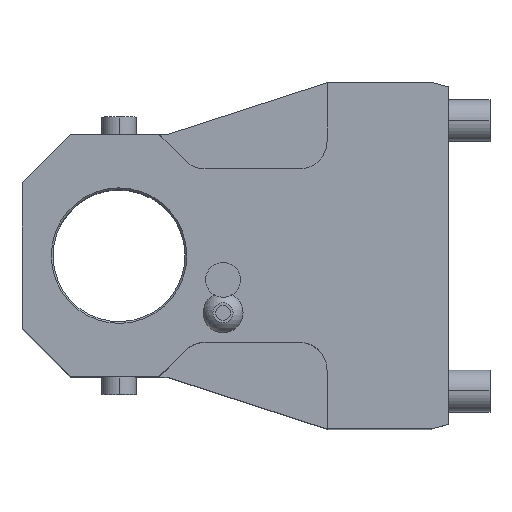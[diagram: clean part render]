
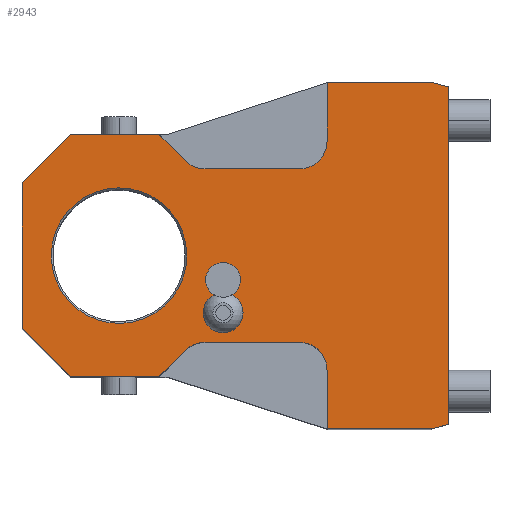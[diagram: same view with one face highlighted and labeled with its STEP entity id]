
A CAD part, top view. The second image highlights one B-rep face of the part: STEP entity #2943.
In plain terms, the highlighted planar face has unit normal (0, 0, 1).
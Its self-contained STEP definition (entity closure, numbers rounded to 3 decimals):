
#21=DIRECTION('',(-1.,0.,0.));
#22=VECTOR('',#21,30.);
#23=CARTESIAN_POINT('',(0.,50.,71.));
#24=LINE('',#23,#22);
#131=DIRECTION('',(1.,0.,0.));
#132=VECTOR('',#131,30.);
#133=CARTESIAN_POINT('',(-30.,-50.,71.));
#134=LINE('',#133,#132);
#163=CARTESIAN_POINT('',(-38.,-33.,71.));
#164=DIRECTION('',(0.,0.,-1.));
#165=DIRECTION('',(0.,1.,0.));
#166=AXIS2_PLACEMENT_3D('',#163,#164,#165);
#436=CARTESIAN_POINT('',(-38.,33.,71.));
#437=DIRECTION('',(0.,0.,-1.));
#438=DIRECTION('',(1.,0.,0.));
#439=AXIS2_PLACEMENT_3D('',#436,#437,#438);
#473=DIRECTION('',(-1.,0.,0.));
#474=VECTOR('',#473,27.203);
#475=CARTESIAN_POINT('',(-38.,25.,71.));
#476=LINE('',#475,#474);
#477=DIRECTION('',(0.,1.,0.));
#478=VECTOR('',#477,17.);
#479=CARTESIAN_POINT('',(-30.,33.,71.));
#480=LINE('',#479,#478);
#481=DIRECTION('',(0.966,-0.259,0.));
#482=VECTOR('',#481,5.176);
#483=CARTESIAN_POINT('',(0.,50.,71.));
#484=LINE('',#483,#482);
#485=DIRECTION('',(0.,1.,0.));
#486=VECTOR('',#485,97.321);
#487=CARTESIAN_POINT('',(5.,-48.66,71.));
#488=LINE('',#487,#486);
#489=DIRECTION('',(-0.966,-0.259,0.));
#490=VECTOR('',#489,5.176);
#491=CARTESIAN_POINT('',(5.,-48.66,71.));
#492=LINE('',#491,#490);
#493=DIRECTION('',(0.,1.,0.));
#494=VECTOR('',#493,17.);
#495=CARTESIAN_POINT('',(-30.,-50.,71.));
#496=LINE('',#495,#494);
#497=DIRECTION('',(-1.,0.,0.));
#498=VECTOR('',#497,27.203);
#499=CARTESIAN_POINT('',(-38.,-25.,71.));
#500=LINE('',#499,#498);
#501=CARTESIAN_POINT('',(-65.203,-33.,71.));
#502=DIRECTION('',(0.,0.,1.));
#503=DIRECTION('',(0.,1.,0.));
#504=AXIS2_PLACEMENT_3D('',#501,#502,#503);
#506=DIRECTION('',(-0.707,-0.707,0.));
#507=VECTOR('',#506,10.828);
#508=CARTESIAN_POINT('',(-70.86,-27.343,71.));
#509=LINE('',#508,#507);
#510=DIRECTION('',(1.,0.,0.));
#511=VECTOR('',#510,25.483);
#512=CARTESIAN_POINT('',(-104.,-35.,71.));
#513=LINE('',#512,#511);
#514=DIRECTION('',(0.707,-0.707,0.));
#515=VECTOR('',#514,19.799);
#516=CARTESIAN_POINT('',(-118.,-21.,71.));
#517=LINE('',#516,#515);
#518=DIRECTION('',(0.,-1.,0.));
#519=VECTOR('',#518,42.);
#520=CARTESIAN_POINT('',(-118.,21.,71.));
#521=LINE('',#520,#519);
#522=DIRECTION('',(-0.707,-0.707,0.));
#523=VECTOR('',#522,19.799);
#524=CARTESIAN_POINT('',(-104.,35.,71.));
#525=LINE('',#524,#523);
#526=DIRECTION('',(-1.,0.,0.));
#527=VECTOR('',#526,25.483);
#528=CARTESIAN_POINT('',(-78.517,35.,71.));
#529=LINE('',#528,#527);
#530=DIRECTION('',(0.707,-0.707,0.));
#531=VECTOR('',#530,10.828);
#532=CARTESIAN_POINT('',(-78.517,35.,71.));
#533=LINE('',#532,#531);
#534=CARTESIAN_POINT('',(-65.203,33.,71.));
#535=DIRECTION('',(0.,0.,1.));
#536=DIRECTION('',(-0.707,-0.707,0.));
#537=AXIS2_PLACEMENT_3D('',#534,#535,#536);
#539=CARTESIAN_POINT('',(-90.,0.,71.));
#540=DIRECTION('',(0.,0.,-1.));
#541=DIRECTION('',(-1.,0.,0.));
#542=AXIS2_PLACEMENT_3D('',#539,#540,#541);
#544=CARTESIAN_POINT('',(-90.,0.,71.));
#545=DIRECTION('',(0.,0.,-1.));
#546=DIRECTION('',(-0.999,-0.052,0.));
#547=AXIS2_PLACEMENT_3D('',#544,#545,#546);
#549=CARTESIAN_POINT('',(-60.,-16.5,71.));
#550=DIRECTION('',(0.,0.,1.));
#551=DIRECTION('',(0.,1.,0.));
#552=AXIS2_PLACEMENT_3D('',#549,#550,#551);
#554=CARTESIAN_POINT('',(-60.,-16.5,71.));
#555=DIRECTION('',(0.,0.,1.));
#556=DIRECTION('',(0.,-1.,0.));
#557=AXIS2_PLACEMENT_3D('',#554,#555,#556);
#559=CARTESIAN_POINT('',(-60.,-7.,71.));
#560=DIRECTION('',(0.,0.,-1.));
#561=DIRECTION('',(0.,1.,0.));
#562=AXIS2_PLACEMENT_3D('',#559,#560,#561);
#564=CARTESIAN_POINT('',(-60.,-7.,71.));
#565=DIRECTION('',(0.,0.,-1.));
#566=DIRECTION('',(0.,-1.,0.));
#567=AXIS2_PLACEMENT_3D('',#564,#565,#566);
#1914=CARTESIAN_POINT('',(-104.,35.,71.));
#1915=CARTESIAN_POINT('',(-118.,21.,71.));
#1916=VERTEX_POINT('',#1914);
#1917=VERTEX_POINT('',#1915);
#1918=CARTESIAN_POINT('',(-118.,-21.,71.));
#1919=VERTEX_POINT('',#1918);
#1920=CARTESIAN_POINT('',(-104.,-35.,71.));
#1921=VERTEX_POINT('',#1920);
#1946=CARTESIAN_POINT('',(0.,50.,71.));
#1947=CARTESIAN_POINT('',(5.,48.66,71.));
#1948=VERTEX_POINT('',#1946);
#1949=VERTEX_POINT('',#1947);
#1950=CARTESIAN_POINT('',(5.,-48.66,71.));
#1951=CARTESIAN_POINT('',(0.,-50.,71.));
#1952=VERTEX_POINT('',#1950);
#1953=VERTEX_POINT('',#1951);
#1984=CARTESIAN_POINT('',(-109.55,0.,71.));
#1985=CARTESIAN_POINT('',(-109.523,-1.026,71.));
#1986=VERTEX_POINT('',#1984);
#1987=VERTEX_POINT('',#1985);
#1996=CARTESIAN_POINT('',(-78.517,35.,71.));
#1997=CARTESIAN_POINT('',(-70.86,27.343,71.));
#1998=VERTEX_POINT('',#1996);
#1999=VERTEX_POINT('',#1997);
#2006=CARTESIAN_POINT('',(-70.86,-27.343,71.));
#2007=CARTESIAN_POINT('',(-78.517,-35.,71.));
#2008=VERTEX_POINT('',#2006);
#2009=VERTEX_POINT('',#2007);
#2018=CARTESIAN_POINT('',(-65.203,-25.,71.));
#2019=VERTEX_POINT('',#2018);
#2022=CARTESIAN_POINT('',(-65.203,25.,71.));
#2023=VERTEX_POINT('',#2022);
#2026=CARTESIAN_POINT('',(-30.,50.,71.));
#2028=VERTEX_POINT('',#2026);
#2030=CARTESIAN_POINT('',(-30.,-50.,71.));
#2032=VERTEX_POINT('',#2030);
#2048=CARTESIAN_POINT('',(-30.,33.,71.));
#2049=VERTEX_POINT('',#2048);
#2050=CARTESIAN_POINT('',(-30.,-33.,71.));
#2051=VERTEX_POINT('',#2050);
#2052=CARTESIAN_POINT('',(-38.,25.,71.));
#2053=VERTEX_POINT('',#2052);
#2054=CARTESIAN_POINT('',(-38.,-25.,71.));
#2055=VERTEX_POINT('',#2054);
#2162=CARTESIAN_POINT('',(-60.,-10.746,71.));
#2163=CARTESIAN_POINT('',(-60.,-22.254,71.));
#2164=VERTEX_POINT('',#2162);
#2165=VERTEX_POINT('',#2163);
#2190=CARTESIAN_POINT('',(-60.,-4.5,71.));
#2191=CARTESIAN_POINT('',(-60.,-9.5,71.));
#2192=VERTEX_POINT('',#2190);
#2193=VERTEX_POINT('',#2191);
#2886=CARTESIAN_POINT('',(0.,0.,71.));
#2887=DIRECTION('',(0.,0.,1.));
#2888=DIRECTION('',(0.,1.,0.));
#2889=AXIS2_PLACEMENT_3D('',#2886,#2887,#2888);
#2890=PLANE('',#2889);
#2892=ORIENTED_EDGE('',*,*,#2891,.F.);
#2893=ORIENTED_EDGE('',*,*,#2842,.F.);
#2894=ORIENTED_EDGE('',*,*,#2865,.T.);
#2895=ORIENTED_EDGE('',*,*,#2454,.F.);
#2896=ORIENTED_EDGE('',*,*,#2476,.T.);
#2898=ORIENTED_EDGE('',*,*,#2897,.F.);
#2900=ORIENTED_EDGE('',*,*,#2899,.T.);
#2901=ORIENTED_EDGE('',*,*,#2559,.F.);
#2902=ORIENTED_EDGE('',*,*,#2582,.T.);
#2903=ORIENTED_EDGE('',*,*,#2606,.F.);
#2905=ORIENTED_EDGE('',*,*,#2904,.T.);
#2907=ORIENTED_EDGE('',*,*,#2906,.T.);
#2909=ORIENTED_EDGE('',*,*,#2908,.T.);
#2911=ORIENTED_EDGE('',*,*,#2910,.F.);
#2913=ORIENTED_EDGE('',*,*,#2912,.F.);
#2915=ORIENTED_EDGE('',*,*,#2914,.F.);
#2916=ORIENTED_EDGE('',*,*,#2697,.F.);
#2918=ORIENTED_EDGE('',*,*,#2917,.F.);
#2920=ORIENTED_EDGE('',*,*,#2919,.T.);
#2922=ORIENTED_EDGE('',*,*,#2921,.T.);
#2923=EDGE_LOOP('',(#2892,#2893,#2894,#2895,#2896,#2898,#2900,#2901,#2902,#2903,
#2905,#2907,#2909,#2911,#2913,#2915,#2916,#2918,#2920,#2922));
#2924=FACE_OUTER_BOUND('',#2923,.F.);
#2926=ORIENTED_EDGE('',*,*,#2925,.F.);
#2928=ORIENTED_EDGE('',*,*,#2927,.F.);
#2929=EDGE_LOOP('',(#2926,#2928));
#2930=FACE_BOUND('',#2929,.F.);
#2932=ORIENTED_EDGE('',*,*,#2931,.T.);
#2934=ORIENTED_EDGE('',*,*,#2933,.T.);
#2935=EDGE_LOOP('',(#2932,#2934));
#2936=FACE_BOUND('',#2935,.F.);
#2938=ORIENTED_EDGE('',*,*,#2937,.F.);
#2940=ORIENTED_EDGE('',*,*,#2939,.F.);
#2941=EDGE_LOOP('',(#2938,#2940));
#2942=FACE_BOUND('',#2941,.F.);
#2943=ADVANCED_FACE('',(#2924,#2930,#2936,#2942),#2890,.T.);
#167=CIRCLE('',#166,8.);
#440=CIRCLE('',#439,8.);
#505=CIRCLE('',#504,8.);
#538=CIRCLE('',#537,8.);
#543=CIRCLE('',#542,19.55);
#548=CIRCLE('',#547,19.55);
#553=CIRCLE('',#552,5.754);
#558=CIRCLE('',#557,5.754);
#563=CIRCLE('',#562,2.5);
#568=CIRCLE('',#567,2.5);
#2454=EDGE_CURVE('',#1948,#2028,#24,.T.);
#2476=EDGE_CURVE('',#1948,#1949,#484,.T.);
#2559=EDGE_CURVE('',#2032,#1953,#134,.T.);
#2582=EDGE_CURVE('',#2032,#2051,#496,.T.);
#2606=EDGE_CURVE('',#2055,#2051,#167,.T.);
#2697=EDGE_CURVE('',#1916,#1917,#525,.T.);
#2842=EDGE_CURVE('',#2049,#2053,#440,.T.);
#2865=EDGE_CURVE('',#2049,#2028,#480,.T.);
#2891=EDGE_CURVE('',#2053,#2023,#476,.T.);
#2897=EDGE_CURVE('',#1952,#1949,#488,.T.);
#2899=EDGE_CURVE('',#1952,#1953,#492,.T.);
#2904=EDGE_CURVE('',#2055,#2019,#500,.T.);
#2906=EDGE_CURVE('',#2019,#2008,#505,.T.);
#2908=EDGE_CURVE('',#2008,#2009,#509,.T.);
#2910=EDGE_CURVE('',#1921,#2009,#513,.T.);
#2912=EDGE_CURVE('',#1919,#1921,#517,.T.);
#2914=EDGE_CURVE('',#1917,#1919,#521,.T.);
#2917=EDGE_CURVE('',#1998,#1916,#529,.T.);
#2919=EDGE_CURVE('',#1998,#1999,#533,.T.);
#2921=EDGE_CURVE('',#1999,#2023,#538,.T.);
#2925=EDGE_CURVE('',#1986,#1987,#543,.T.);
#2927=EDGE_CURVE('',#1987,#1986,#548,.T.);
#2931=EDGE_CURVE('',#2164,#2165,#553,.T.);
#2933=EDGE_CURVE('',#2165,#2164,#558,.T.);
#2937=EDGE_CURVE('',#2192,#2193,#563,.T.);
#2939=EDGE_CURVE('',#2193,#2192,#568,.T.);
